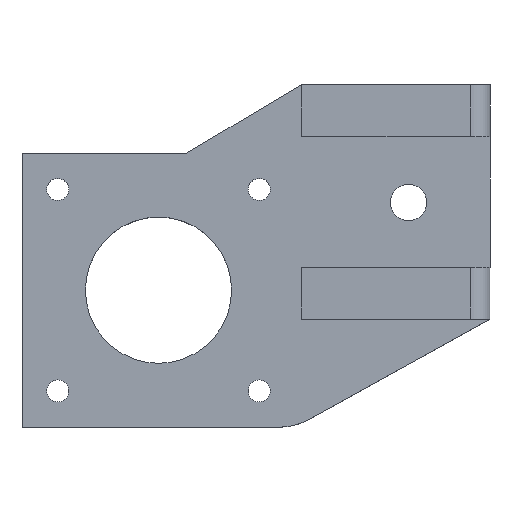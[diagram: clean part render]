
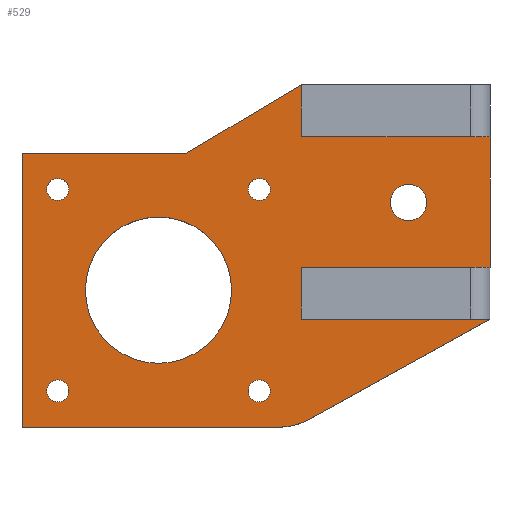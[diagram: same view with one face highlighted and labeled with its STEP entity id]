
A CAD part, top view. The second image highlights one B-rep face of the part: STEP entity #529.
In plain terms, the highlighted planar face has unit normal (0, 0, 1).
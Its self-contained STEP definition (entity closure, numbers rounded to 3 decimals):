
#15=FACE_BOUND('',#79,.T.);
#16=FACE_BOUND('',#80,.T.);
#17=FACE_BOUND('',#81,.T.);
#18=FACE_BOUND('',#82,.T.);
#19=FACE_BOUND('',#83,.T.);
#20=FACE_BOUND('',#84,.T.);
#32=PLANE('',#573);
#50=FACE_OUTER_BOUND('',#78,.T.);
#78=EDGE_LOOP('',(#376,#377,#378,#379,#380,#381,#382,#383,#384,#385,#386,
#387));
#79=EDGE_LOOP('',(#388));
#80=EDGE_LOOP('',(#389));
#81=EDGE_LOOP('',(#390));
#82=EDGE_LOOP('',(#391));
#83=EDGE_LOOP('',(#392));
#84=EDGE_LOOP('',(#393));
#122=LINE('',#785,#174);
#125=LINE('',#791,#177);
#126=LINE('',#793,#178);
#127=LINE('',#795,#179);
#128=LINE('',#797,#180);
#129=LINE('',#799,#181);
#130=LINE('',#801,#182);
#131=LINE('',#803,#183);
#132=LINE('',#805,#184);
#133=LINE('',#807,#185);
#134=LINE('',#808,#186);
#174=VECTOR('',#631,10.);
#177=VECTOR('',#636,10.);
#178=VECTOR('',#637,10.);
#179=VECTOR('',#638,10.);
#180=VECTOR('',#639,10.);
#181=VECTOR('',#640,10.);
#182=VECTOR('',#641,10.);
#183=VECTOR('',#642,10.);
#184=VECTOR('',#643,10.);
#185=VECTOR('',#644,10.);
#186=VECTOR('',#645,10.);
#224=CIRCLE('',#570,10.);
#226=CIRCLE('',#574,1.7);
#227=CIRCLE('',#575,1.7);
#228=CIRCLE('',#576,1.7);
#229=CIRCLE('',#577,1.7);
#230=CIRCLE('',#578,11.25);
#231=CIRCLE('',#579,2.8);
#246=VERTEX_POINT('',#775);
#247=VERTEX_POINT('',#776);
#250=VERTEX_POINT('',#784);
#252=VERTEX_POINT('',#790);
#253=VERTEX_POINT('',#792);
#254=VERTEX_POINT('',#794);
#255=VERTEX_POINT('',#796);
#256=VERTEX_POINT('',#798);
#257=VERTEX_POINT('',#800);
#258=VERTEX_POINT('',#802);
#259=VERTEX_POINT('',#804);
#260=VERTEX_POINT('',#806);
#261=VERTEX_POINT('',#809);
#262=VERTEX_POINT('',#811);
#263=VERTEX_POINT('',#813);
#264=VERTEX_POINT('',#815);
#265=VERTEX_POINT('',#817);
#266=VERTEX_POINT('',#819);
#294=EDGE_CURVE('',#246,#247,#224,.T.);
#298=EDGE_CURVE('',#250,#247,#122,.T.);
#301=EDGE_CURVE('',#246,#252,#125,.T.);
#302=EDGE_CURVE('',#252,#253,#126,.T.);
#303=EDGE_CURVE('',#253,#254,#127,.T.);
#304=EDGE_CURVE('',#254,#255,#128,.T.);
#305=EDGE_CURVE('',#255,#256,#129,.T.);
#306=EDGE_CURVE('',#257,#256,#130,.T.);
#307=EDGE_CURVE('',#258,#257,#131,.T.);
#308=EDGE_CURVE('',#258,#259,#132,.T.);
#309=EDGE_CURVE('',#259,#260,#133,.T.);
#310=EDGE_CURVE('',#260,#250,#134,.T.);
#311=EDGE_CURVE('',#261,#261,#226,.T.);
#312=EDGE_CURVE('',#262,#262,#227,.T.);
#313=EDGE_CURVE('',#263,#263,#228,.T.);
#314=EDGE_CURVE('',#264,#264,#229,.T.);
#315=EDGE_CURVE('',#265,#265,#230,.T.);
#316=EDGE_CURVE('',#266,#266,#231,.T.);
#376=ORIENTED_EDGE('',*,*,#294,.F.);
#377=ORIENTED_EDGE('',*,*,#301,.T.);
#378=ORIENTED_EDGE('',*,*,#302,.T.);
#379=ORIENTED_EDGE('',*,*,#303,.T.);
#380=ORIENTED_EDGE('',*,*,#304,.T.);
#381=ORIENTED_EDGE('',*,*,#305,.T.);
#382=ORIENTED_EDGE('',*,*,#306,.F.);
#383=ORIENTED_EDGE('',*,*,#307,.F.);
#384=ORIENTED_EDGE('',*,*,#308,.T.);
#385=ORIENTED_EDGE('',*,*,#309,.T.);
#386=ORIENTED_EDGE('',*,*,#310,.T.);
#387=ORIENTED_EDGE('',*,*,#298,.T.);
#388=ORIENTED_EDGE('',*,*,#311,.T.);
#389=ORIENTED_EDGE('',*,*,#312,.T.);
#390=ORIENTED_EDGE('',*,*,#313,.T.);
#391=ORIENTED_EDGE('',*,*,#314,.T.);
#392=ORIENTED_EDGE('',*,*,#315,.T.);
#393=ORIENTED_EDGE('',*,*,#316,.T.);
#529=ADVANCED_FACE('',(#50,#15,#16,#17,#18,#19,#20),#32,.T.);
#570=AXIS2_PLACEMENT_3D('',#777,#623,#624);
#573=AXIS2_PLACEMENT_3D('',#789,#634,#635);
#574=AXIS2_PLACEMENT_3D('',#810,#646,#647);
#575=AXIS2_PLACEMENT_3D('',#812,#648,#649);
#576=AXIS2_PLACEMENT_3D('',#814,#650,#651);
#577=AXIS2_PLACEMENT_3D('',#816,#652,#653);
#578=AXIS2_PLACEMENT_3D('',#818,#654,#655);
#579=AXIS2_PLACEMENT_3D('',#820,#656,#657);
#623=DIRECTION('center_axis',(0.,0.,-1.));
#624=DIRECTION('ref_axis',(0.25,-0.968,0.));
#631=DIRECTION('',(1.,0.,0.));
#634=DIRECTION('center_axis',(0.,0.,1.));
#635=DIRECTION('ref_axis',(1.,0.,0.));
#636=DIRECTION('',(0.875,0.484,0.));
#637=DIRECTION('',(-1.,0.,0.));
#638=DIRECTION('',(0.,1.,0.));
#639=DIRECTION('',(1.,0.,0.));
#640=DIRECTION('',(0.,1.,0.));
#641=DIRECTION('',(1.,0.,0.));
#642=DIRECTION('',(0.,-1.,0.));
#643=DIRECTION('',(-0.86,-0.511,0.));
#644=DIRECTION('',(-1.,0.,0.));
#645=DIRECTION('',(0.,-1.,0.));
#646=DIRECTION('center_axis',(0.,0.,-1.));
#647=DIRECTION('ref_axis',(1.,0.,0.));
#648=DIRECTION('center_axis',(0.,0.,-1.));
#649=DIRECTION('ref_axis',(1.,0.,0.));
#650=DIRECTION('center_axis',(0.,0.,-1.));
#651=DIRECTION('ref_axis',(1.,0.,0.));
#652=DIRECTION('center_axis',(0.,0.,-1.));
#653=DIRECTION('ref_axis',(1.,0.,0.));
#654=DIRECTION('center_axis',(0.,0.,-1.));
#655=DIRECTION('ref_axis',(1.,0.,0.));
#656=DIRECTION('center_axis',(0.,0.,-1.));
#657=DIRECTION('ref_axis',(-1.,0.,0.));
#775=CARTESIAN_POINT('',(44.259,1.25,8.));
#776=CARTESIAN_POINT('',(39.418,0.,8.));
#777=CARTESIAN_POINT('Origin',(39.418,10.,8.));
#784=CARTESIAN_POINT('',(0.,0.,8.));
#785=CARTESIAN_POINT('',(0.,0.,8.));
#789=CARTESIAN_POINT('Origin',(36.,21.1,8.));
#790=CARTESIAN_POINT('',(72.,16.6,8.));
#791=CARTESIAN_POINT('',(44.172,1.202,8.));
#792=CARTESIAN_POINT('',(43.,16.6,8.));
#793=CARTESIAN_POINT('',(39.5,16.6,8.));
#794=CARTESIAN_POINT('',(43.,24.6,8.));
#795=CARTESIAN_POINT('',(43.,22.85,8.));
#796=CARTESIAN_POINT('',(72.,24.6,8.));
#797=CARTESIAN_POINT('',(54.,24.6,8.));
#798=CARTESIAN_POINT('',(72.,44.7,8.));
#799=CARTESIAN_POINT('',(72.,0.,8.));
#800=CARTESIAN_POINT('',(43.,44.7,8.));
#801=CARTESIAN_POINT('',(43.,44.7,8.));
#802=CARTESIAN_POINT('',(43.,52.7,8.));
#803=CARTESIAN_POINT('',(43.,52.7,8.));
#804=CARTESIAN_POINT('',(25.336,42.2,8.));
#805=CARTESIAN_POINT('',(43.,52.7,8.));
#806=CARTESIAN_POINT('',(0.,42.2,8.));
#807=CARTESIAN_POINT('',(72.,42.2,8.));
#808=CARTESIAN_POINT('',(0.,42.2,8.));
#809=CARTESIAN_POINT('',(3.8,36.6,8.));
#810=CARTESIAN_POINT('Origin',(5.5,36.6,8.));
#811=CARTESIAN_POINT('',(3.8,5.6,8.));
#812=CARTESIAN_POINT('Origin',(5.5,5.6,8.));
#813=CARTESIAN_POINT('',(34.8,36.6,8.));
#814=CARTESIAN_POINT('Origin',(36.5,36.6,8.));
#815=CARTESIAN_POINT('',(34.8,5.6,8.));
#816=CARTESIAN_POINT('Origin',(36.5,5.6,8.));
#817=CARTESIAN_POINT('',(9.75,21.1,8.));
#818=CARTESIAN_POINT('Origin',(21.,21.1,8.));
#819=CARTESIAN_POINT('',(62.279,34.6,8.));
#820=CARTESIAN_POINT('Origin',(59.479,34.6,8.));
